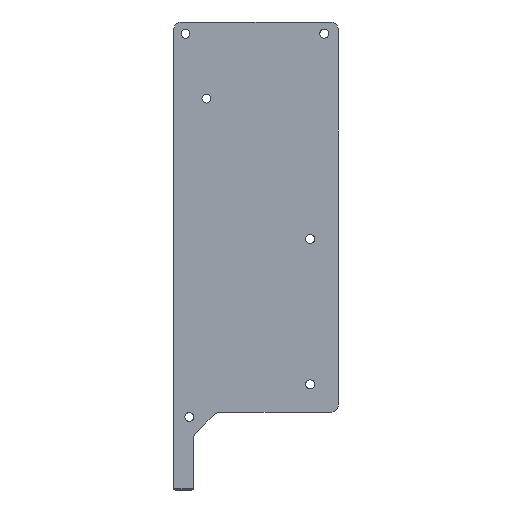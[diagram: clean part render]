
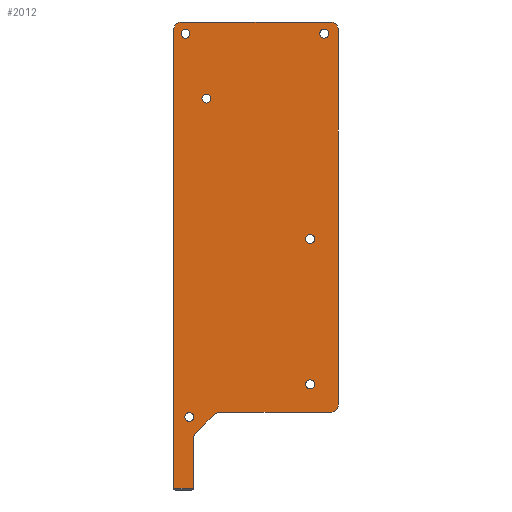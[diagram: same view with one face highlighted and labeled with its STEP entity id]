
A CAD part, left-side view. The second image highlights one B-rep face of the part: STEP entity #2012.
In plain terms, the highlighted planar face has unit normal (-1, 0, 0).
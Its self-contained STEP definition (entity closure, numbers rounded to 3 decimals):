
#19=FACE_BOUND('',#656,.T.);
#20=FACE_BOUND('',#657,.T.);
#21=FACE_BOUND('',#658,.T.);
#22=FACE_BOUND('',#659,.T.);
#23=FACE_BOUND('',#660,.T.);
#24=FACE_BOUND('',#661,.T.);
#54=PLANE('',#2290);
#141=LINE('',#3364,#283);
#177=LINE('',#3521,#319);
#181=LINE('',#3530,#323);
#186=LINE('',#3543,#328);
#189=LINE('',#3551,#331);
#190=LINE('',#3566,#332);
#191=LINE('',#3569,#333);
#283=VECTOR('',#2685,10.);
#319=VECTOR('',#2881,10.);
#323=VECTOR('',#2891,10.);
#328=VECTOR('',#2906,10.);
#331=VECTOR('',#2915,10.);
#332=VECTOR('',#2936,10.);
#333=VECTOR('',#2939,10.);
#525=FACE_OUTER_BOUND('',#655,.T.);
#655=EDGE_LOOP('',(#1758,#1759,#1760,#1761,#1762,#1763,#1764,#1765,#1766,
#1767,#1768,#1769));
#656=EDGE_LOOP('',(#1770));
#657=EDGE_LOOP('',(#1771));
#658=EDGE_LOOP('',(#1772));
#659=EDGE_LOOP('',(#1773));
#660=EDGE_LOOP('',(#1774));
#661=EDGE_LOOP('',(#1775));
#809=CIRCLE('',#2271,2.);
#810=CIRCLE('',#2276,2.);
#811=CIRCLE('',#2279,2.);
#817=CIRCLE('',#2289,2.);
#818=CIRCLE('',#2291,2.);
#819=CIRCLE('',#2292,1.15);
#820=CIRCLE('',#2293,1.15);
#821=CIRCLE('',#2294,1.15);
#822=CIRCLE('',#2295,1.15);
#823=CIRCLE('',#2296,1.15);
#824=CIRCLE('',#2297,1.15);
#934=VERTEX_POINT('',#3357);
#936=VERTEX_POINT('',#3363);
#976=VERTEX_POINT('',#3518);
#977=VERTEX_POINT('',#3520);
#978=VERTEX_POINT('',#3524);
#979=VERTEX_POINT('',#3528);
#980=VERTEX_POINT('',#3535);
#981=VERTEX_POINT('',#3537);
#982=VERTEX_POINT('',#3541);
#983=VERTEX_POINT('',#3545);
#984=VERTEX_POINT('',#3547);
#989=VERTEX_POINT('',#3567);
#990=VERTEX_POINT('',#3570);
#991=VERTEX_POINT('',#3572);
#992=VERTEX_POINT('',#3574);
#993=VERTEX_POINT('',#3576);
#994=VERTEX_POINT('',#3578);
#995=VERTEX_POINT('',#3580);
#1164=EDGE_CURVE('',#936,#934,#141,.T.);
#1245=EDGE_CURVE('',#976,#977,#177,.T.);
#1248=EDGE_CURVE('',#978,#976,#809,.T.);
#1250=EDGE_CURVE('',#978,#979,#181,.T.);
#1253=EDGE_CURVE('',#980,#981,#810,.T.);
#1256=EDGE_CURVE('',#982,#980,#186,.T.);
#1258=EDGE_CURVE('',#983,#984,#811,.T.);
#1260=EDGE_CURVE('',#984,#936,#189,.T.);
#1266=EDGE_CURVE('',#977,#982,#817,.T.);
#1267=EDGE_CURVE('',#981,#983,#190,.T.);
#1268=EDGE_CURVE('',#989,#979,#818,.T.);
#1269=EDGE_CURVE('',#934,#989,#191,.T.);
#1270=EDGE_CURVE('',#990,#990,#819,.T.);
#1271=EDGE_CURVE('',#991,#991,#820,.T.);
#1272=EDGE_CURVE('',#992,#992,#821,.T.);
#1273=EDGE_CURVE('',#993,#993,#822,.T.);
#1274=EDGE_CURVE('',#994,#994,#823,.T.);
#1275=EDGE_CURVE('',#995,#995,#824,.T.);
#1758=ORIENTED_EDGE('',*,*,#1164,.F.);
#1759=ORIENTED_EDGE('',*,*,#1260,.F.);
#1760=ORIENTED_EDGE('',*,*,#1258,.F.);
#1761=ORIENTED_EDGE('',*,*,#1267,.F.);
#1762=ORIENTED_EDGE('',*,*,#1253,.F.);
#1763=ORIENTED_EDGE('',*,*,#1256,.F.);
#1764=ORIENTED_EDGE('',*,*,#1266,.F.);
#1765=ORIENTED_EDGE('',*,*,#1245,.F.);
#1766=ORIENTED_EDGE('',*,*,#1248,.F.);
#1767=ORIENTED_EDGE('',*,*,#1250,.T.);
#1768=ORIENTED_EDGE('',*,*,#1268,.F.);
#1769=ORIENTED_EDGE('',*,*,#1269,.F.);
#1770=ORIENTED_EDGE('',*,*,#1270,.T.);
#1771=ORIENTED_EDGE('',*,*,#1271,.F.);
#1772=ORIENTED_EDGE('',*,*,#1272,.F.);
#1773=ORIENTED_EDGE('',*,*,#1273,.F.);
#1774=ORIENTED_EDGE('',*,*,#1274,.T.);
#1775=ORIENTED_EDGE('',*,*,#1275,.T.);
#2012=ADVANCED_FACE('',(#525,#19,#20,#21,#22,#23,#24),#54,.F.);
#2271=AXIS2_PLACEMENT_3D('',#3526,#2886,#2887);
#2276=AXIS2_PLACEMENT_3D('',#3538,#2900,#2901);
#2279=AXIS2_PLACEMENT_3D('',#3548,#2910,#2911);
#2289=AXIS2_PLACEMENT_3D('',#3564,#2932,#2933);
#2290=AXIS2_PLACEMENT_3D('',#3565,#2934,#2935);
#2291=AXIS2_PLACEMENT_3D('',#3568,#2937,#2938);
#2292=AXIS2_PLACEMENT_3D('',#3571,#2940,#2941);
#2293=AXIS2_PLACEMENT_3D('',#3573,#2942,#2943);
#2294=AXIS2_PLACEMENT_3D('',#3575,#2944,#2945);
#2295=AXIS2_PLACEMENT_3D('',#3577,#2946,#2947);
#2296=AXIS2_PLACEMENT_3D('',#3579,#2948,#2949);
#2297=AXIS2_PLACEMENT_3D('',#3581,#2950,#2951);
#2685=DIRECTION('',(0.,1.,0.));
#2881=DIRECTION('',(0.,0.,-1.));
#2886=DIRECTION('center_axis',(1.,0.,0.));
#2887=DIRECTION('ref_axis',(0.,-0.707,0.707));
#2891=DIRECTION('',(0.,1.,0.));
#2900=DIRECTION('center_axis',(-1.,0.,0.));
#2901=DIRECTION('ref_axis',(0.,0.383,0.924));
#2906=DIRECTION('',(0.,1.,0.));
#2910=DIRECTION('center_axis',(-1.,0.,0.));
#2911=DIRECTION('ref_axis',(0.,0.924,0.383));
#2915=DIRECTION('',(0.,0.,-1.));
#2932=DIRECTION('center_axis',(1.,0.,0.));
#2933=DIRECTION('ref_axis',(0.,-0.707,-0.707));
#2934=DIRECTION('center_axis',(1.,0.,0.));
#2935=DIRECTION('ref_axis',(0.,1.,0.));
#2936=DIRECTION('',(0.,0.707,-0.707));
#2937=DIRECTION('center_axis',(1.,0.,0.));
#2938=DIRECTION('ref_axis',(0.,0.707,0.707));
#2939=DIRECTION('',(0.,0.,1.));
#2940=DIRECTION('center_axis',(1.,0.,0.));
#2941=DIRECTION('ref_axis',(0.,-1.,0.));
#2942=DIRECTION('center_axis',(-1.,0.,0.));
#2943=DIRECTION('ref_axis',(0.,1.,0.));
#2944=DIRECTION('center_axis',(-1.,0.,0.));
#2945=DIRECTION('ref_axis',(0.,1.,0.));
#2946=DIRECTION('center_axis',(-1.,0.,0.));
#2947=DIRECTION('ref_axis',(0.,1.,0.));
#2948=DIRECTION('center_axis',(1.,0.,0.));
#2949=DIRECTION('ref_axis',(0.,-1.,0.));
#2950=DIRECTION('center_axis',(1.,0.,0.));
#2951=DIRECTION('ref_axis',(0.,-1.,0.));
#3357=CARTESIAN_POINT('',(0.,21.18,-68.425));
#3363=CARTESIAN_POINT('',(0.,16.18,-68.425));
#3364=CARTESIAN_POINT('',(0.,10.59,-68.425));
#3518=CARTESIAN_POINT('',(0.,-21.18,49.825));
#3520=CARTESIAN_POINT('',(0.,-21.18,-46.825));
#3521=CARTESIAN_POINT('',(0.,-21.18,48.825));
#3524=CARTESIAN_POINT('',(0.,-19.18,51.825));
#3526=CARTESIAN_POINT('Origin',(0.,-19.18,49.825));
#3528=CARTESIAN_POINT('',(0.,19.18,51.825));
#3530=CARTESIAN_POINT('',(0.,-21.18,51.825));
#3535=CARTESIAN_POINT('',(0.,9.352,-48.825));
#3537=CARTESIAN_POINT('',(0.,10.766,-49.411));
#3538=CARTESIAN_POINT('Origin',(0.,9.352,-50.825));
#3541=CARTESIAN_POINT('',(0.,-19.18,-48.825));
#3543=CARTESIAN_POINT('',(0.,-21.18,-48.825));
#3545=CARTESIAN_POINT('',(0.,15.594,-54.239));
#3547=CARTESIAN_POINT('',(0.,16.18,-55.653));
#3548=CARTESIAN_POINT('Origin',(0.,14.18,-55.653));
#3551=CARTESIAN_POINT('',(0.,16.18,-68.825));
#3564=CARTESIAN_POINT('Origin',(0.,-19.18,-46.825));
#3565=CARTESIAN_POINT('Origin',(0.,0.,0.));
#3566=CARTESIAN_POINT('',(0.,-3.071,-35.574));
#3567=CARTESIAN_POINT('',(0.,21.18,49.825));
#3568=CARTESIAN_POINT('Origin',(0.,19.18,49.825));
#3569=CARTESIAN_POINT('',(0.,21.18,-68.825));
#3570=CARTESIAN_POINT('',(0.,-16.43,48.825));
#3571=CARTESIAN_POINT('Origin',(0.,-17.58,48.825));
#3572=CARTESIAN_POINT('',(0.,11.622,32.09));
#3573=CARTESIAN_POINT('Origin',(0.,12.772,32.09));
#3574=CARTESIAN_POINT('',(0.,-15.12,-4.105));
#3575=CARTESIAN_POINT('Origin',(0.,-13.97,-4.105));
#3576=CARTESIAN_POINT('',(0.,-15.12,-41.57));
#3577=CARTESIAN_POINT('Origin',(0.,-13.97,-41.57));
#3578=CARTESIAN_POINT('',(0.,19.33,48.825));
#3579=CARTESIAN_POINT('Origin',(0.,18.18,48.825));
#3580=CARTESIAN_POINT('',(0.,18.33,-50.025));
#3581=CARTESIAN_POINT('Origin',(0.,17.18,-50.025));
